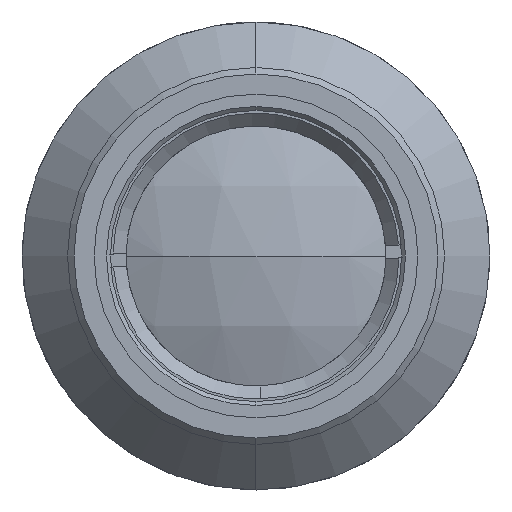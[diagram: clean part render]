
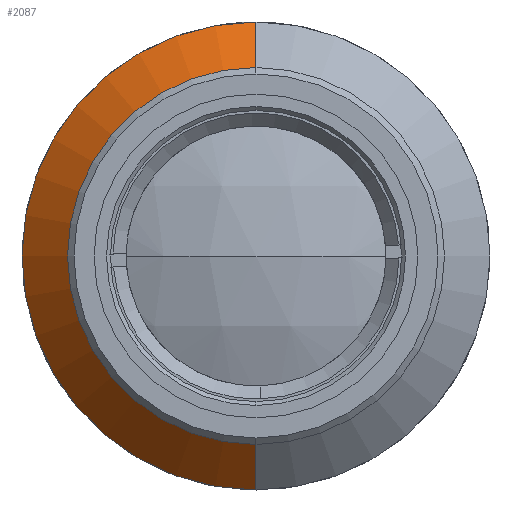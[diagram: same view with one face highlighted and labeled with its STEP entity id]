
A CAD part, left-side view. The second image highlights one B-rep face of the part: STEP entity #2087.
In plain terms, the highlighted conical face has half-angle 45 degrees and reference radius 18 mm.
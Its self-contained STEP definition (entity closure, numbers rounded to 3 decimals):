
#109 = CARTESIAN_POINT ( 'NONE',  ( 10., 0., 0. ) ) ;
#161 = AXIS2_PLACEMENT_3D ( 'NONE', #109, #801, #489 ) ;
#305 = DIRECTION ( 'NONE',  ( -1., 0., 0. ) ) ;
#489 = DIRECTION ( 'NONE',  ( 0., 0., 1. ) ) ;
#498 = ORIENTED_EDGE ( 'NONE', *, *, #3812, .T. ) ;
#574 = CARTESIAN_POINT ( 'NONE',  ( 13.5, 0., 0. ) ) ;
#599 = VERTEX_POINT ( 'NONE', #2193 ) ;
#617 = DIRECTION ( 'NONE',  ( 0.707, 0., -0.707 ) ) ;
#707 = EDGE_CURVE ( 'NONE', #1658, #3635, #1833, .T. ) ;
#770 = VECTOR ( 'NONE', #4649, 1000. ) ;
#801 = DIRECTION ( 'NONE',  ( -1., 0., 0. ) ) ;
#928 = DIRECTION ( 'NONE',  ( 0., 0., -1. ) ) ;
#932 = EDGE_CURVE ( 'NONE', #1658, #599, #1743, .T. ) ;
#1007 = CARTESIAN_POINT ( 'NONE',  ( 13.5, 0., 18. ) ) ;
#1025 = AXIS2_PLACEMENT_3D ( 'NONE', #3201, #305, #3294 ) ;
#1309 = LINE ( 'NONE', #3899, #2099 ) ;
#1394 = CARTESIAN_POINT ( 'NONE',  ( 10., 0., 14.5 ) ) ;
#1402 = VERTEX_POINT ( 'NONE', #3412 ) ;
#1658 = VERTEX_POINT ( 'NONE', #1394 ) ;
#1743 = LINE ( 'NONE', #1007, #770 ) ;
#1833 = CIRCLE ( 'NONE', #161, 14.5 ) ;
#1924 = CONICAL_SURFACE ( 'NONE', #2007, 18., 0.785 ) ;
#2007 = AXIS2_PLACEMENT_3D ( 'NONE', #574, #4212, #928 ) ;
#2065 = ORIENTED_EDGE ( 'NONE', *, *, #932, .T. ) ;
#2087 = ADVANCED_FACE ( 'NONE', ( #3090 ), #1924, .T. ) ;
#2099 = VECTOR ( 'NONE', #617, 1000. ) ;
#2100 = EDGE_LOOP ( 'NONE', ( #4052, #2065, #498, #4156 ) ) ;
#2193 = CARTESIAN_POINT ( 'NONE',  ( 13.5, 0., 18. ) ) ;
#2392 = CARTESIAN_POINT ( 'NONE',  ( 10., 0., -14.5 ) ) ;
#3090 = FACE_OUTER_BOUND ( 'NONE', #2100, .T. ) ;
#3201 = CARTESIAN_POINT ( 'NONE',  ( 13.5, 0., 0. ) ) ;
#3294 = DIRECTION ( 'NONE',  ( 0., 0., 1. ) ) ;
#3412 = CARTESIAN_POINT ( 'NONE',  ( 13.5, 0., -18. ) ) ;
#3545 = CIRCLE ( 'NONE', #1025, 18. ) ;
#3635 = VERTEX_POINT ( 'NONE', #2392 ) ;
#3812 = EDGE_CURVE ( 'NONE', #599, #1402, #3545, .T. ) ;
#3899 = CARTESIAN_POINT ( 'NONE',  ( 13.5, 0., -18. ) ) ;
#3960 = EDGE_CURVE ( 'NONE', #3635, #1402, #1309, .T. ) ;
#4052 = ORIENTED_EDGE ( 'NONE', *, *, #707, .F. ) ;
#4156 = ORIENTED_EDGE ( 'NONE', *, *, #3960, .F. ) ;
#4212 = DIRECTION ( 'NONE',  ( 1., 0., 0. ) ) ;
#4649 = DIRECTION ( 'NONE',  ( 0.707, 0., 0.707 ) ) ;
